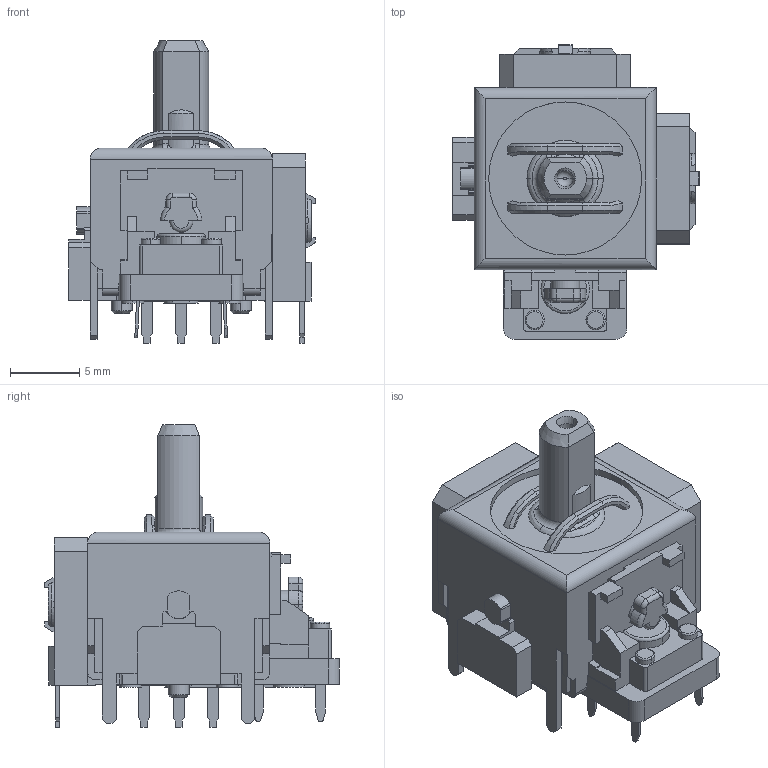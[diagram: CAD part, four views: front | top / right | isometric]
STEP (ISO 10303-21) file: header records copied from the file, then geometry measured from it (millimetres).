
FILE_DESCRIPTION (( 'STEP AP214' ), '1' );
FILE_NAME ('RKJXV1224005.STEP', '2013-01-30T23:42:31', ( '' ), ( '' ), 'SwSTEP 2.0', 'SolidWorks 2012', '' );
FILE_SCHEMA (( 'AUTOMOTIVE_DESIGN' ));
Length unit declared in the file: millimetre
Products named in the file (1): RKJXV1224005
Bounding box: 17.79 x 21.27 x 21.85 mm (x, y, z)
Volume: 2693.6 mm3; surface area: 1678.7 mm2
Topology: 1 solids, 8 shells, 654 faces, 1725 edges, 1119 vertices
Faces by surface type: plane 431, cylinder 153, cone 31, torus 27, bspline 12
Entity records: 26758 total; most frequent: CARTESIAN_POINT 4123, ORIENTED_EDGE 3450, DIRECTION 3267, EDGE_CURVE 1725, LINE 1253, VECTOR 1253, VERTEX_POINT 1119, AXIS2_PLACEMENT_3D 1007
